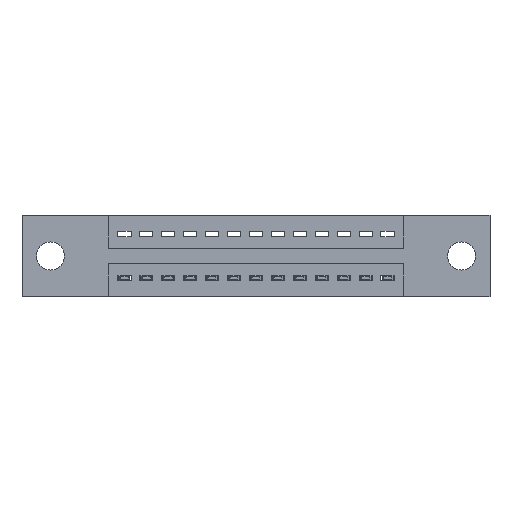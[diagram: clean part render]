
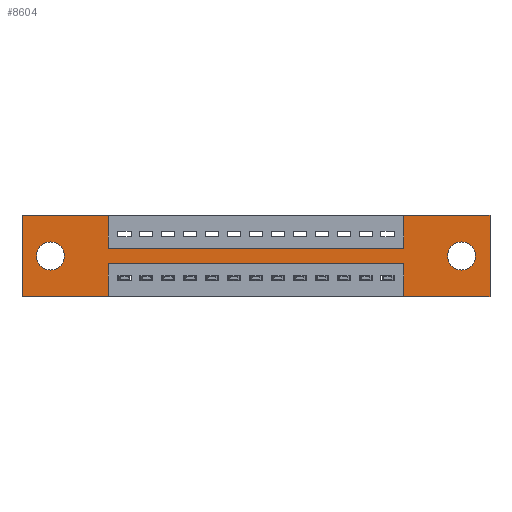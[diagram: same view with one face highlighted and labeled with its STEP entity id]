
A CAD part, front view. The second image highlights one B-rep face of the part: STEP entity #8604.
In plain terms, the highlighted planar face has unit normal (0, -1, 0).
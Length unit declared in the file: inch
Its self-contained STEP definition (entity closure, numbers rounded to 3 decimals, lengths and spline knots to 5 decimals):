
#46 = LINE ( 'NONE', #1555, #8287 ) ;
#67 = EDGE_CURVE ( 'NONE', #7205, #3299, #2237, .T. ) ;
#83 = DIRECTION ( 'NONE',  ( 0., 0., -1. ) ) ;
#180 = CARTESIAN_POINT ( 'NONE',  ( 2.135, 0., 0. ) ) ;
#351 = VECTOR ( 'NONE', #4619, 39.37008 ) ;
#442 = VERTEX_POINT ( 'NONE', #3205 ) ;
#541 = VERTEX_POINT ( 'NONE', #13104 ) ;
#575 = EDGE_LOOP ( 'NONE', ( #12926, #2467 ) ) ;
#606 = DIRECTION ( 'NONE',  ( -1., 0., 0. ) ) ;
#837 = AXIS2_PLACEMENT_3D ( 'NONE', #2079, #3238, #10468 ) ;
#901 = EDGE_CURVE ( 'NONE', #3299, #1558, #46, .T. ) ;
#902 = DIRECTION ( 'NONE',  ( 0., 0., 1. ) ) ;
#917 = DIRECTION ( 'NONE',  ( 0., 1., 0. ) ) ;
#920 = CARTESIAN_POINT ( 'NONE',  ( 0.13, 0., -0.185 ) ) ;
#995 = LINE ( 'NONE', #10207, #11282 ) ;
#1119 = CARTESIAN_POINT ( 'NONE',  ( 1.7425, 0., -0.37 ) ) ;
#1160 = CARTESIAN_POINT ( 'NONE',  ( 0.3925, 0., -0.22 ) ) ;
#1162 = ORIENTED_EDGE ( 'NONE', *, *, #9988, .F. ) ;
#1312 = DIRECTION ( 'NONE',  ( 0., 1., 0. ) ) ;
#1352 = ORIENTED_EDGE ( 'NONE', *, *, #67, .F. ) ;
#1555 = CARTESIAN_POINT ( 'NONE',  ( 0.3925, 0., -0.22 ) ) ;
#1558 = VERTEX_POINT ( 'NONE', #1160 ) ;
#1743 = CARTESIAN_POINT ( 'NONE',  ( 2.135, 0., -0.37 ) ) ;
#1982 = VERTEX_POINT ( 'NONE', #5933 ) ;
#1989 = CARTESIAN_POINT ( 'NONE',  ( 1.7425, 0., -0.22 ) ) ;
#2058 = VERTEX_POINT ( 'NONE', #1743 ) ;
#2079 = CARTESIAN_POINT ( 'NONE',  ( 0., 0., -0.37 ) ) ;
#2179 = VECTOR ( 'NONE', #5870, 39.37008 ) ;
#2237 = LINE ( 'NONE', #2886, #12453 ) ;
#2263 = CIRCLE ( 'NONE', #3059, 0.064 ) ;
#2273 = EDGE_CURVE ( 'NONE', #8080, #2058, #995, .T. ) ;
#2467 = ORIENTED_EDGE ( 'NONE', *, *, #10631, .T. ) ;
#2571 = EDGE_CURVE ( 'NONE', #1558, #13479, #7944, .T. ) ;
#2789 = CARTESIAN_POINT ( 'NONE',  ( 1.7425, 0., 0. ) ) ;
#2834 = DIRECTION ( 'NONE',  ( 0., 0., 1. ) ) ;
#2886 = CARTESIAN_POINT ( 'NONE',  ( 1.7425, 0., -0.37 ) ) ;
#2914 = ORIENTED_EDGE ( 'NONE', *, *, #12899, .F. ) ;
#3059 = AXIS2_PLACEMENT_3D ( 'NONE', #4091, #11683, #11701 ) ;
#3165 = FACE_BOUND ( 'NONE', #10360, .T. ) ;
#3205 = CARTESIAN_POINT ( 'NONE',  ( 2.005, 0., -0.121 ) ) ;
#3238 = DIRECTION ( 'NONE',  ( 0., -1., 0. ) ) ;
#3299 = VERTEX_POINT ( 'NONE', #1989 ) ;
#3538 = DIRECTION ( 'NONE',  ( 1., 0., 0. ) ) ;
#3671 = CARTESIAN_POINT ( 'NONE',  ( 2.005, 0., -0.185 ) ) ;
#3834 = VECTOR ( 'NONE', #12819, 39.37008 ) ;
#3956 = DIRECTION ( 'NONE',  ( 1., 0., 0. ) ) ;
#4026 = ORIENTED_EDGE ( 'NONE', *, *, #2571, .F. ) ;
#4091 = CARTESIAN_POINT ( 'NONE',  ( 2.005, 0., -0.185 ) ) ;
#4128 = CARTESIAN_POINT ( 'NONE',  ( 0.3925, 0., 0. ) ) ;
#4443 = CIRCLE ( 'NONE', #9916, 0.064 ) ;
#4619 = DIRECTION ( 'NONE',  ( 0., 0., 1. ) ) ;
#4638 = CARTESIAN_POINT ( 'NONE',  ( 0., 0., 0. ) ) ;
#4727 = DIRECTION ( 'NONE',  ( 0., 0., -1. ) ) ;
#4747 = EDGE_CURVE ( 'NONE', #12728, #10657, #6044, .T. ) ;
#5101 = VECTOR ( 'NONE', #9116, 39.37008 ) ;
#5132 = VERTEX_POINT ( 'NONE', #7839 ) ;
#5287 = LINE ( 'NONE', #12027, #13156 ) ;
#5480 = EDGE_CURVE ( 'NONE', #442, #6166, #2263, .T. ) ;
#5528 = CARTESIAN_POINT ( 'NONE',  ( 0.13, 0., -0.121 ) ) ;
#5529 = ORIENTED_EDGE ( 'NONE', *, *, #11642, .T. ) ;
#5578 = DIRECTION ( 'NONE',  ( -1., 0., 0. ) ) ;
#5619 = VECTOR ( 'NONE', #5578, 39.37008 ) ;
#5870 = DIRECTION ( 'NONE',  ( 0., 0., -1. ) ) ;
#5933 = CARTESIAN_POINT ( 'NONE',  ( 0., 0., 0. ) ) ;
#5941 = ORIENTED_EDGE ( 'NONE', *, *, #12371, .F. ) ;
#5992 = CARTESIAN_POINT ( 'NONE',  ( 0.3925, 0., -0.37 ) ) ;
#6044 = CIRCLE ( 'NONE', #11380, 0.064 ) ;
#6166 = VERTEX_POINT ( 'NONE', #8039 ) ;
#6288 = ORIENTED_EDGE ( 'NONE', *, *, #8973, .F. ) ;
#6424 = PLANE ( 'NONE',  #837 ) ;
#6445 = VECTOR ( 'NONE', #6926, 39.37008 ) ;
#6635 = EDGE_CURVE ( 'NONE', #8692, #1982, #9134, .T. ) ;
#6704 = VERTEX_POINT ( 'NONE', #4128 ) ;
#6923 = ORIENTED_EDGE ( 'NONE', *, *, #901, .F. ) ;
#6926 = DIRECTION ( 'NONE',  ( 1., 0., 0. ) ) ;
#7205 = VERTEX_POINT ( 'NONE', #1119 ) ;
#7358 = EDGE_LOOP ( 'NONE', ( #4026, #6923, #1352, #12397, #13259, #1162, #13398, #5941, #7947, #2914, #11119, #6288 ) ) ;
#7704 = CARTESIAN_POINT ( 'NONE',  ( 0., 0., -0.37 ) ) ;
#7839 = CARTESIAN_POINT ( 'NONE',  ( 1.7425, 0., -0.15 ) ) ;
#7944 = LINE ( 'NONE', #10316, #2179 ) ;
#7946 = CARTESIAN_POINT ( 'NONE',  ( 0.13, 0., -0.185 ) ) ;
#7947 = ORIENTED_EDGE ( 'NONE', *, *, #11760, .F. ) ;
#7953 = LINE ( 'NONE', #2789, #5101 ) ;
#7966 = CIRCLE ( 'NONE', #13180, 0.064 ) ;
#8039 = CARTESIAN_POINT ( 'NONE',  ( 2.005, 0., -0.249 ) ) ;
#8080 = VERTEX_POINT ( 'NONE', #180 ) ;
#8121 = DIRECTION ( 'NONE',  ( 0., 0., -1. ) ) ;
#8127 = VECTOR ( 'NONE', #8121, 39.37008 ) ;
#8287 = VECTOR ( 'NONE', #606, 39.37008 ) ;
#8495 = FACE_OUTER_BOUND ( 'NONE', #7358, .T. ) ;
#8507 = ORIENTED_EDGE ( 'NONE', *, *, #4747, .T. ) ;
#8604 = ADVANCED_FACE ( 'NONE', ( #11034, #3165, #8495 ), #6424, .T. ) ;
#8692 = VERTEX_POINT ( 'NONE', #7704 ) ;
#8932 = DIRECTION ( 'NONE',  ( 0., 0., 1. ) ) ;
#8952 = CARTESIAN_POINT ( 'NONE',  ( 0.13, 0., -0.249 ) ) ;
#8973 = EDGE_CURVE ( 'NONE', #13479, #8692, #9397, .T. ) ;
#9104 = CARTESIAN_POINT ( 'NONE',  ( 0.3925, 0., 0. ) ) ;
#9116 = DIRECTION ( 'NONE',  ( 0., 0., 1. ) ) ;
#9134 = LINE ( 'NONE', #4638, #351 ) ;
#9190 = LINE ( 'NONE', #10881, #6445 ) ;
#9397 = LINE ( 'NONE', #11895, #3834 ) ;
#9711 = CARTESIAN_POINT ( 'NONE',  ( 0., 0., -0.37 ) ) ;
#9830 = VERTEX_POINT ( 'NONE', #12359 ) ;
#9916 = AXIS2_PLACEMENT_3D ( 'NONE', #7946, #1312, #8932 ) ;
#9988 = EDGE_CURVE ( 'NONE', #541, #8080, #12878, .T. ) ;
#10207 = CARTESIAN_POINT ( 'NONE',  ( 2.135, 0., 0. ) ) ;
#10316 = CARTESIAN_POINT ( 'NONE',  ( 0.3925, 0., -0.37 ) ) ;
#10360 = EDGE_LOOP ( 'NONE', ( #8507, #5529 ) ) ;
#10468 = DIRECTION ( 'NONE',  ( 0., 0., -1. ) ) ;
#10631 = EDGE_CURVE ( 'NONE', #6166, #442, #7966, .T. ) ;
#10657 = VERTEX_POINT ( 'NONE', #8952 ) ;
#10735 = CARTESIAN_POINT ( 'NONE',  ( 0., 0., 0. ) ) ;
#10843 = DIRECTION ( 'NONE',  ( 0., 1., 0. ) ) ;
#10881 = CARTESIAN_POINT ( 'NONE',  ( 0., 0., 0. ) ) ;
#11000 = VECTOR ( 'NONE', #3538, 39.37008 ) ;
#11034 = FACE_BOUND ( 'NONE', #575, .T. ) ;
#11119 = ORIENTED_EDGE ( 'NONE', *, *, #6635, .F. ) ;
#11282 = VECTOR ( 'NONE', #83, 39.37008 ) ;
#11380 = AXIS2_PLACEMENT_3D ( 'NONE', #920, #917, #902 ) ;
#11642 = EDGE_CURVE ( 'NONE', #10657, #12728, #4443, .T. ) ;
#11683 = DIRECTION ( 'NONE',  ( 0., 1., 0. ) ) ;
#11701 = DIRECTION ( 'NONE',  ( 0., 0., -1. ) ) ;
#11760 = EDGE_CURVE ( 'NONE', #6704, #9830, #13152, .T. ) ;
#11895 = CARTESIAN_POINT ( 'NONE',  ( 0., 0., -0.37 ) ) ;
#12027 = CARTESIAN_POINT ( 'NONE',  ( 0.3925, 0., -0.15 ) ) ;
#12359 = CARTESIAN_POINT ( 'NONE',  ( 0.3925, 0., -0.15 ) ) ;
#12371 = EDGE_CURVE ( 'NONE', #9830, #5132, #5287, .T. ) ;
#12397 = ORIENTED_EDGE ( 'NONE', *, *, #12761, .F. ) ;
#12453 = VECTOR ( 'NONE', #2834, 39.37008 ) ;
#12728 = VERTEX_POINT ( 'NONE', #5528 ) ;
#12761 = EDGE_CURVE ( 'NONE', #2058, #7205, #13414, .T. ) ;
#12819 = DIRECTION ( 'NONE',  ( -1., 0., 0. ) ) ;
#12878 = LINE ( 'NONE', #10735, #11000 ) ;
#12899 = EDGE_CURVE ( 'NONE', #1982, #6704, #9190, .T. ) ;
#12926 = ORIENTED_EDGE ( 'NONE', *, *, #5480, .T. ) ;
#12988 = EDGE_CURVE ( 'NONE', #5132, #541, #7953, .T. ) ;
#13104 = CARTESIAN_POINT ( 'NONE',  ( 1.7425, 0., 0. ) ) ;
#13152 = LINE ( 'NONE', #9104, #8127 ) ;
#13156 = VECTOR ( 'NONE', #3956, 39.37008 ) ;
#13180 = AXIS2_PLACEMENT_3D ( 'NONE', #3671, #10843, #4727 ) ;
#13259 = ORIENTED_EDGE ( 'NONE', *, *, #2273, .F. ) ;
#13398 = ORIENTED_EDGE ( 'NONE', *, *, #12988, .F. ) ;
#13414 = LINE ( 'NONE', #9711, #5619 ) ;
#13479 = VERTEX_POINT ( 'NONE', #5992 ) ;
